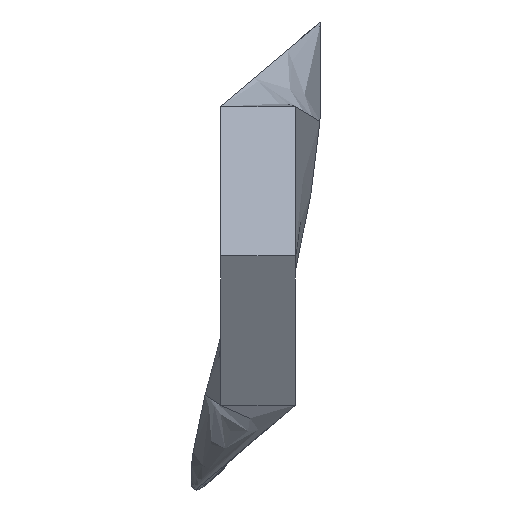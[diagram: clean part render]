
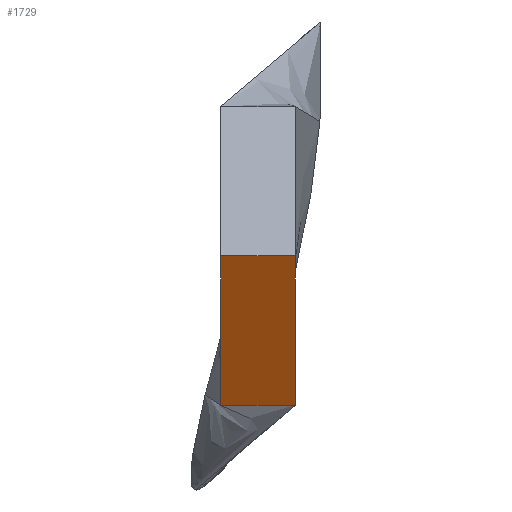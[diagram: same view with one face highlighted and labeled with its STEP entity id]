
A CAD part, front view. The second image highlights one B-rep face of the part: STEP entity #1729.
In plain terms, the highlighted planar face has unit normal (0, -0.866, -0.5).
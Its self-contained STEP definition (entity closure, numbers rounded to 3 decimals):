
#1679 = VERTEX_POINT ( 'NONE', #6669 ) ;
#1682 = EDGE_CURVE ( 'NONE', #1683, #1679, #6667, .T. ) ;
#1683 = VERTEX_POINT ( 'NONE', #6663 ) ;
#1709 = ORIENTED_EDGE ( 'NONE', *, *, #1743, .F. ) ;
#1710 = ORIENTED_EDGE ( 'NONE', *, *, #1726, .F. ) ;
#1726 = EDGE_CURVE ( 'NONE', #1683, #1741, #6726, .T. ) ;
#1729 = ADVANCED_FACE ( 'NONE', ( #6722 ), #6783, .F. ) ;
#1730 = EDGE_LOOP ( 'NONE', ( #1731, #1789, #1709, #1710 ) ) ;
#1731 = ORIENTED_EDGE ( 'NONE', *, *, #1682, .T. ) ;
#1741 = VERTEX_POINT ( 'NONE', #6764 ) ;
#1743 = EDGE_CURVE ( 'NONE', #1741, #1744, #6763, .T. ) ;
#1744 = VERTEX_POINT ( 'NONE', #6759 ) ;
#1789 = ORIENTED_EDGE ( 'NONE', *, *, #1790, .F. ) ;
#1790 = EDGE_CURVE ( 'NONE', #1744, #1679, #6574, .T. ) ;
#6574 = LINE ( 'NONE', #6859, #6858 ) ;
#6663 = CARTESIAN_POINT ( 'NONE',  ( 10., 23.094, -40. ) ) ;
#6664 = DIRECTION ( 'NONE',  ( 0., -0.5, 0.866 ) ) ;
#6665 = VECTOR ( 'NONE', #6664, 1000. ) ;
#6666 = CARTESIAN_POINT ( 'NONE',  ( 10., 42.615, -73.812 ) ) ;
#6667 = LINE ( 'NONE', #6666, #6665 ) ;
#6669 = CARTESIAN_POINT ( 'NONE',  ( 10., 0., 0. ) ) ;
#6722 = FACE_OUTER_BOUND ( 'NONE', #1730, .T. ) ;
#6723 = DIRECTION ( 'NONE',  ( -1., 0., 0. ) ) ;
#6724 = VECTOR ( 'NONE', #6723, 1000. ) ;
#6725 = CARTESIAN_POINT ( 'NONE',  ( 10., 23.094, -40. ) ) ;
#6726 = LINE ( 'NONE', #6725, #6724 ) ;
#6759 = CARTESIAN_POINT ( 'NONE',  ( -10., 0., 0. ) ) ;
#6760 = DIRECTION ( 'NONE',  ( 0., -0.5, 0.866 ) ) ;
#6761 = VECTOR ( 'NONE', #6760, 1000. ) ;
#6762 = CARTESIAN_POINT ( 'NONE',  ( -10., 42.615, -73.812 ) ) ;
#6763 = LINE ( 'NONE', #6762, #6761 ) ;
#6764 = CARTESIAN_POINT ( 'NONE',  ( -10., 23.094, -40. ) ) ;
#6779 = DIRECTION ( 'NONE',  ( 0., -0.5, 0.866 ) ) ;
#6780 = DIRECTION ( 'NONE',  ( 0., 0.866, 0.5 ) ) ;
#6781 = CARTESIAN_POINT ( 'NONE',  ( -10., 42.615, -73.812 ) ) ;
#6782 = AXIS2_PLACEMENT_3D ( 'NONE', #6781, #6780, #6779 ) ;
#6783 = PLANE ( 'NONE',  #6782 ) ;
#6847 = DIRECTION ( 'NONE',  ( 1., 0., 0. ) ) ;
#6858 = VECTOR ( 'NONE', #6847, 1000. ) ;
#6859 = CARTESIAN_POINT ( 'NONE',  ( -10., 0., 0. ) ) ;
